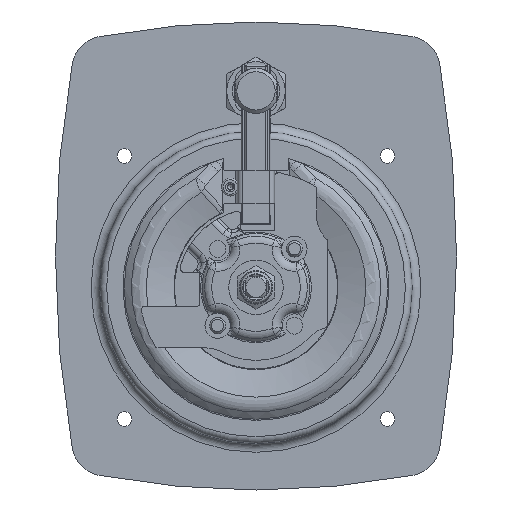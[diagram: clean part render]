
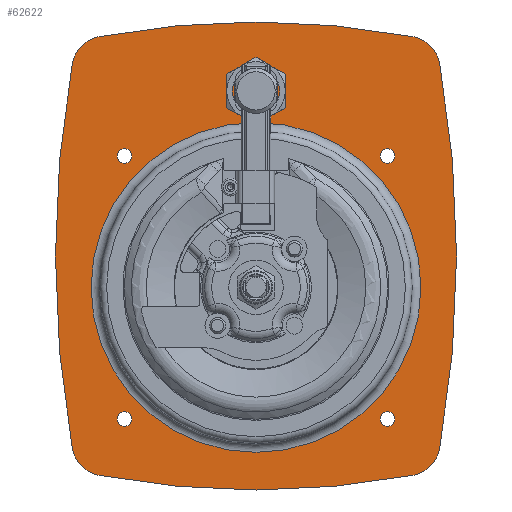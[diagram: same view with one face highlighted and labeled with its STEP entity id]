
A CAD part, top view. The second image highlights one B-rep face of the part: STEP entity #62622.
In plain terms, the highlighted planar face has unit normal (0, 0, 1).
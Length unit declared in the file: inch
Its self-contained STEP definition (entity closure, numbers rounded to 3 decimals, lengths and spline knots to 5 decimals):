
#60928=CARTESIAN_POINT('',(0.315,2.7439,0.042));
#60929=VERTEX_POINT('',#60928);
#60936=CARTESIAN_POINT('',(0.315,3.1321,0.042));
#60937=VERTEX_POINT('',#60936);
#60938=CARTESIAN_POINT('',(0.315,3.1321,0.042));
#60939=DIRECTION('',(0.0,-1.0,0.0));
#60940=VECTOR('',#60939,0.3882);
#60941=LINE('',#60938,#60940);
#60942=EDGE_CURVE('',#60937,#60929,#60941,.T.);
#60968=CARTESIAN_POINT('',(-0.315,3.1321,0.042));
#60969=VERTEX_POINT('',#60968);
#60970=CARTESIAN_POINT('',(0.0,2.938,0.042));
#60971=DIRECTION('',(0.0,0.0,-1.0));
#60972=DIRECTION('',(0.851,0.525,0.0));
#60973=AXIS2_PLACEMENT_3D('',#60970,#60971,#60972);
#60974=CIRCLE('',#60973,0.37);
#60975=EDGE_CURVE('',#60969,#60937,#60974,.T.);
#61000=CARTESIAN_POINT('',(-0.315,2.7439,0.042));
#61001=VERTEX_POINT('',#61000);
#61002=CARTESIAN_POINT('',(-0.315,2.7439,0.042));
#61003=DIRECTION('',(0.0,1.0,0.0));
#61004=VECTOR('',#61003,0.3882);
#61005=LINE('',#61002,#61004);
#61006=EDGE_CURVE('',#61001,#60969,#61005,.T.);
#61030=CARTESIAN_POINT('',(0.0,2.938,0.042));
#61031=DIRECTION('',(0.0,0.0,-1.0));
#61032=DIRECTION('',(-0.851,-0.525,0.0));
#61033=AXIS2_PLACEMENT_3D('',#61030,#61031,#61032);
#61034=CIRCLE('',#61033,0.37);
#61035=EDGE_CURVE('',#60929,#61001,#61034,.T.);
#61046=CARTESIAN_POINT('',(-1.8575,1.966,0.042));
#61047=VERTEX_POINT('',#61046);
#61048=CARTESIAN_POINT('',(-1.967,1.966,0.042));
#61049=DIRECTION('',(0.0,0.0,-1.0));
#61050=DIRECTION('',(-1.0,0.0,0.0));
#61051=AXIS2_PLACEMENT_3D('',#61048,#61049,#61050);
#61052=CIRCLE('',#61051,0.1095);
#61053=EDGE_CURVE('',#61047,#61047,#61052,.T.);
#61074=CARTESIAN_POINT('',(2.0755,1.966,0.042));
#61075=VERTEX_POINT('',#61074);
#61076=CARTESIAN_POINT('',(1.966,1.966,0.042));
#61077=DIRECTION('',(0.0,0.0,-1.0));
#61078=DIRECTION('',(-1.0,0.0,0.0));
#61079=AXIS2_PLACEMENT_3D('',#61076,#61077,#61078);
#61080=CIRCLE('',#61079,0.1095);
#61081=EDGE_CURVE('',#61075,#61075,#61080,.T.);
#61102=CARTESIAN_POINT('',(2.0755,-1.967,0.042));
#61103=VERTEX_POINT('',#61102);
#61104=CARTESIAN_POINT('',(1.966,-1.967,0.042));
#61105=DIRECTION('',(0.0,0.0,-1.0));
#61106=DIRECTION('',(-1.0,0.0,0.0));
#61107=AXIS2_PLACEMENT_3D('',#61104,#61105,#61106);
#61108=CIRCLE('',#61107,0.1095);
#61109=EDGE_CURVE('',#61103,#61103,#61108,.T.);
#61130=CARTESIAN_POINT('',(-1.8575,-1.967,0.042));
#61131=VERTEX_POINT('',#61130);
#61132=CARTESIAN_POINT('',(-1.967,-1.967,0.042));
#61133=DIRECTION('',(0.0,0.0,-1.0));
#61134=DIRECTION('',(-1.0,0.0,0.0));
#61135=AXIS2_PLACEMENT_3D('',#61132,#61133,#61134);
#61136=CIRCLE('',#61135,0.1095);
#61137=EDGE_CURVE('',#61131,#61131,#61136,.T.);
#62510=CARTESIAN_POINT('',(-2.467,0.,0.042));
#62511=VERTEX_POINT('',#62510);
#62512=CARTESIAN_POINT('',(0.0,0.0,0.042));
#62513=DIRECTION('',(0.0,0.0,1.0));
#62514=DIRECTION('',(1.0,0.0,0.0));
#62515=AXIS2_PLACEMENT_3D('',#62512,#62513,#62514);
#62516=CIRCLE('',#62515,2.467);
#62517=EDGE_CURVE('',#62511,#62511,#62516,.T.);
#62522=CARTESIAN_POINT('',(0.,0.47,0.042));
#62523=DIRECTION('',(0.0,0.0,1.0));
#62524=DIRECTION('',(-1.0,0.0,0.0));
#62525=AXIS2_PLACEMENT_3D('',#62522,#62523,#62524);
#62526=PLANE('',#62525);
#62527=CARTESIAN_POINT('',(2.34786,-2.81095,0.042));
#62528=VERTEX_POINT('',#62527);
#62529=CARTESIAN_POINT('',(-2.34786,-2.81095,0.042));
#62530=VERTEX_POINT('',#62529);
#62531=CARTESIAN_POINT('',(0.,9.662,0.042));
#62532=DIRECTION('',(0.0,0.0,-1.0));
#62533=DIRECTION('',(-0.185,-0.983,0.0));
#62534=AXIS2_PLACEMENT_3D('',#62531,#62532,#62533);
#62535=CIRCLE('',#62534,12.692);
#62536=EDGE_CURVE('',#62528,#62530,#62535,.T.);
#62537=ORIENTED_EDGE('',*,*,#62536,.F.);
#62538=CARTESIAN_POINT('',(2.74773,-2.40661,0.042));
#62539=VERTEX_POINT('',#62538);
#62540=CARTESIAN_POINT('',(2.25536,-2.31958,0.042));
#62541=DIRECTION('',(0.0,0.0,-1.0));
#62542=DIRECTION('',(0.185,-0.983,0.0));
#62543=AXIS2_PLACEMENT_3D('',#62540,#62541,#62542);
#62544=CIRCLE('',#62543,0.5);
#62545=EDGE_CURVE('',#62539,#62528,#62544,.T.);
#62546=ORIENTED_EDGE('',*,*,#62545,.F.);
#62547=CARTESIAN_POINT('',(2.74773,3.34661,0.042));
#62548=VERTEX_POINT('',#62547);
#62549=CARTESIAN_POINT('',(-13.527,0.47,0.042));
#62550=DIRECTION('',(0.0,0.0,-1.0));
#62551=DIRECTION('',(0.985,-0.174,0.0));
#62552=AXIS2_PLACEMENT_3D('',#62549,#62550,#62551);
#62553=CIRCLE('',#62552,16.527);
#62554=EDGE_CURVE('',#62548,#62539,#62553,.T.);
#62555=ORIENTED_EDGE('',*,*,#62554,.F.);
#62556=CARTESIAN_POINT('',(2.34786,3.75095,0.042));
#62557=VERTEX_POINT('',#62556);
#62558=CARTESIAN_POINT('',(2.25536,3.25958,0.042));
#62559=DIRECTION('',(0.0,0.0,-1.0));
#62560=DIRECTION('',(0.985,0.174,0.0));
#62561=AXIS2_PLACEMENT_3D('',#62558,#62559,#62560);
#62562=CIRCLE('',#62561,0.5);
#62563=EDGE_CURVE('',#62557,#62548,#62562,.T.);
#62564=ORIENTED_EDGE('',*,*,#62563,.F.);
#62565=CARTESIAN_POINT('',(-2.34786,3.75095,0.042));
#62566=VERTEX_POINT('',#62565);
#62567=CARTESIAN_POINT('',(0.0,-8.722,0.042));
#62568=DIRECTION('',(0.0,0.0,-1.0));
#62569=DIRECTION('',(0.185,0.983,0.0));
#62570=AXIS2_PLACEMENT_3D('',#62567,#62568,#62569);
#62571=CIRCLE('',#62570,12.692);
#62572=EDGE_CURVE('',#62566,#62557,#62571,.T.);
#62573=ORIENTED_EDGE('',*,*,#62572,.F.);
#62574=CARTESIAN_POINT('',(-2.74773,3.34661,0.042));
#62575=VERTEX_POINT('',#62574);
#62576=CARTESIAN_POINT('',(-2.25536,3.25958,0.042));
#62577=DIRECTION('',(0.0,0.0,-1.0));
#62578=DIRECTION('',(-0.185,0.983,0.0));
#62579=AXIS2_PLACEMENT_3D('',#62576,#62577,#62578);
#62580=CIRCLE('',#62579,0.5);
#62581=EDGE_CURVE('',#62575,#62566,#62580,.T.);
#62582=ORIENTED_EDGE('',*,*,#62581,.F.);
#62583=CARTESIAN_POINT('',(-2.74773,-2.40661,0.042));
#62584=VERTEX_POINT('',#62583);
#62585=CARTESIAN_POINT('',(13.527,0.47,0.042));
#62586=DIRECTION('',(0.0,0.0,-1.0));
#62587=DIRECTION('',(-0.985,0.174,0.0));
#62588=AXIS2_PLACEMENT_3D('',#62585,#62586,#62587);
#62589=CIRCLE('',#62588,16.527);
#62590=EDGE_CURVE('',#62584,#62575,#62589,.T.);
#62591=ORIENTED_EDGE('',*,*,#62590,.F.);
#62592=CARTESIAN_POINT('',(-2.25536,-2.31958,0.042));
#62593=DIRECTION('',(0.0,0.0,-1.0));
#62594=DIRECTION('',(-0.985,-0.174,0.0));
#62595=AXIS2_PLACEMENT_3D('',#62592,#62593,#62594);
#62596=CIRCLE('',#62595,0.5);
#62597=EDGE_CURVE('',#62530,#62584,#62596,.T.);
#62598=ORIENTED_EDGE('',*,*,#62597,.F.);
#62599=EDGE_LOOP('',(#62537,#62546,#62555,#62564,#62573,#62582,#62591,#62598));
#62600=FACE_OUTER_BOUND('',#62599,.T.);
#62601=ORIENTED_EDGE('',*,*,#61006,.T.);
#62602=ORIENTED_EDGE('',*,*,#60975,.T.);
#62603=ORIENTED_EDGE('',*,*,#60942,.T.);
#62604=ORIENTED_EDGE('',*,*,#61035,.T.);
#62605=EDGE_LOOP('',(#62601,#62602,#62603,#62604));
#62606=FACE_BOUND('',#62605,.T.);
#62607=ORIENTED_EDGE('',*,*,#61053,.T.);
#62608=EDGE_LOOP('',(#62607));
#62609=FACE_BOUND('',#62608,.T.);
#62610=ORIENTED_EDGE('',*,*,#61081,.T.);
#62611=EDGE_LOOP('',(#62610));
#62612=FACE_BOUND('',#62611,.T.);
#62613=ORIENTED_EDGE('',*,*,#61109,.T.);
#62614=EDGE_LOOP('',(#62613));
#62615=FACE_BOUND('',#62614,.T.);
#62616=ORIENTED_EDGE('',*,*,#61137,.T.);
#62617=EDGE_LOOP('',(#62616));
#62618=FACE_BOUND('',#62617,.T.);
#62619=ORIENTED_EDGE('',*,*,#62517,.F.);
#62620=EDGE_LOOP('',(#62619));
#62621=FACE_BOUND('',#62620,.T.);
#62622=ADVANCED_FACE('',(#62600,#62606,#62609,#62612,#62615,#62618,#62621),#62526,.T.);
